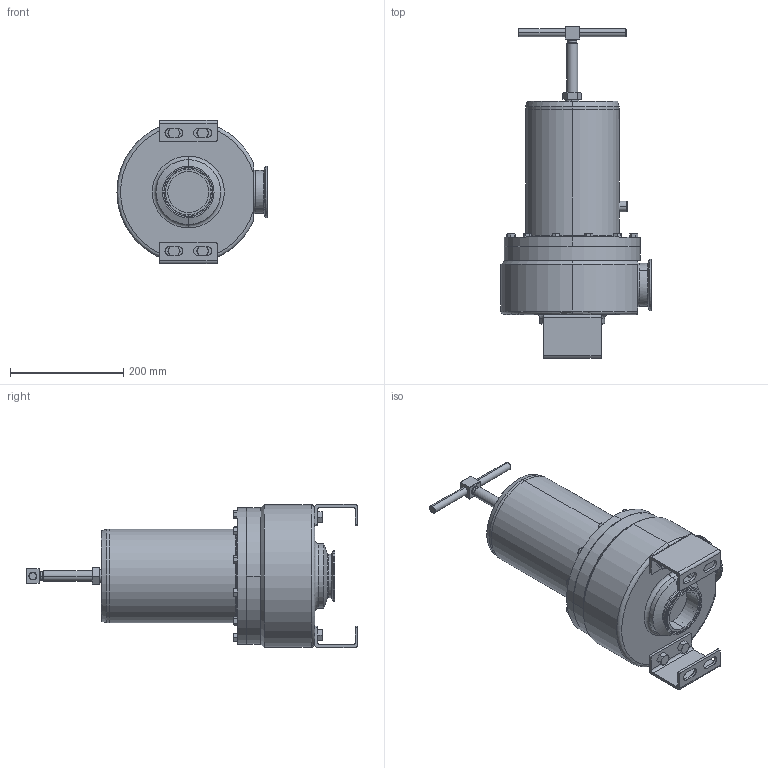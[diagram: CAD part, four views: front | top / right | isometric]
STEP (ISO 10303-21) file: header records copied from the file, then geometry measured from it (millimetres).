
FILE_DESCRIPTION (( 'STEP AP203' ), '1' );
FILE_NAME ('96AA-300.STEP', '2017-06-07T13:38:17', ( '' ), ( '' ), 'SwSTEP 2.0', 'SolidWorks 2014', '' );
FILE_SCHEMA (( 'CONFIG_CONTROL_DESIGN' ));
Length unit declared in the file: inch
Products named in the file (2): 96AA-300
Bounding box: 264.92 x 585.98 x 252.86 mm (x, y, z)
Volume: 12110186 mm3; surface area: 466088.8 mm2
Topology: 1 solids, 1 shells, 461 faces, 1100 edges, 680 vertices
Faces by surface type: plane 178, cone 133, cylinder 125, torus 25
Entity records: 14405 total; most frequent: CARTESIAN_POINT 3521, DIRECTION 2256, ORIENTED_EDGE 2200, EDGE_CURVE 1100, AXIS2_PLACEMENT_3D 899, VERTEX_POINT 680, EDGE_LOOP 556, ADVANCED_FACE 461
